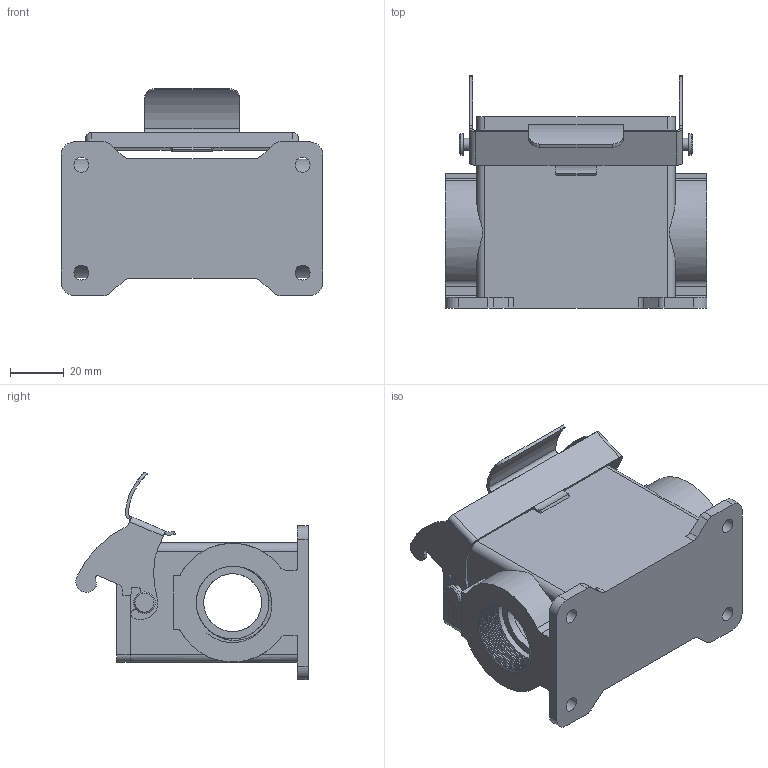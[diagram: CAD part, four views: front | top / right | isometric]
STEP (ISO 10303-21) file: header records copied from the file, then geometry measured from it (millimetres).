
FILE_DESCRIPTION (( 'STEP AP214' ), '1' );
FILE_NAME ('ZP-MC10B-2-SSM21ML.STEP', '2011-11-21T14:33:10', ( '.adc' ), ( '' ), 'SwSTEP 2.0', 'SolidWorks 2011', '' );
FILE_SCHEMA (( 'AUTOMOTIVE_DESIGN' ));
Length unit declared in the file: millimetre
Products named in the file (1): ZP-MC10B-2-SSM21ML
Bounding box: 97 x 86.15 x 76.78 mm (x, y, z)
Volume: 124306.8 mm3; surface area: 54682.4 mm2
Topology: 3 solids, 3 shells, 256 faces, 721 edges, 480 vertices
Faces by surface type: cylinder 139, plane 109, bspline 4, cone 4
Full cylindrical faces by diameter (mm): 3 x4, 4.5 x2, 5.5 x4, 8 x2, 21.5 x2, 27 x15
Entity records: 10579 total; most frequent: CARTESIAN_POINT 3972, DIRECTION 1318, ORIENTED_EDGE 1292, EDGE_CURVE 646, AXIS2_PLACEMENT_3D 476, VERTEX_POINT 440, LINE 366, VECTOR 366
